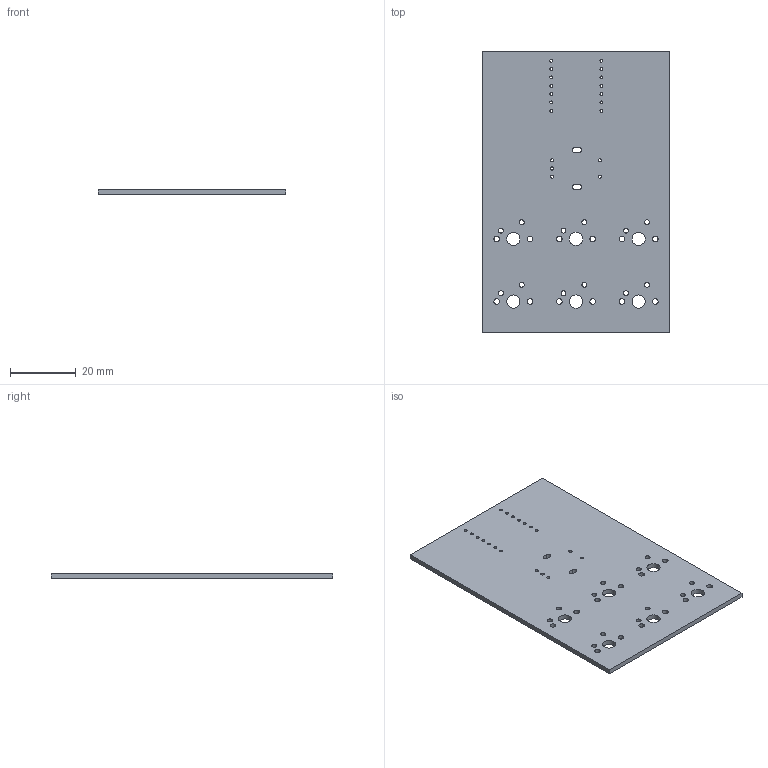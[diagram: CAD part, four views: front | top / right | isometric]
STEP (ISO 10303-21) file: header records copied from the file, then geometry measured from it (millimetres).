
FILE_DESCRIPTION(('KiCad electronic assembly'),'2;1');
FILE_NAME('hackpadoled.step','2025-12-05T18:33:36',('Pcbnew'),('Kicad'), 'Open CASCADE STEP processor 7.9','KiCad to STEP converter','Unknown' );
FILE_SCHEMA(('AUTOMOTIVE_DESIGN { 1 0 10303 214 1 1 1 1 }'));
Length unit declared in the file: millimetre
Products named in the file (2): hackpadoled 1; hackpadoled_PCB
Assembly tree (1 placements, depth 2):
  hackpadoled 1
    hackpadoled_PCB
Bounding box: 57.15 x 85.72 x 1.51 mm (x, y, z)
Volume: 7180.5 mm3; surface area: 10342.9 mm2
Topology: 1 solids, 1 shells, 63 faces, 183 edges, 122 vertices
Faces by surface type: cylinder 53, plane 10
Full cylindrical faces by diameter (mm): 0.889 x14, 1 x5, 1.5 x12, 1.7 x12, 4 x6
Entity records: 2384 total; most frequent: DIRECTION 419, CARTESIAN_POINT 370, ORIENTED_EDGE 366, EDGE_CURVE 183, AXIS2_PLACEMENT_3D 171, FACE_BOUND 165, EDGE_LOOP 165, VERTEX_POINT 122
